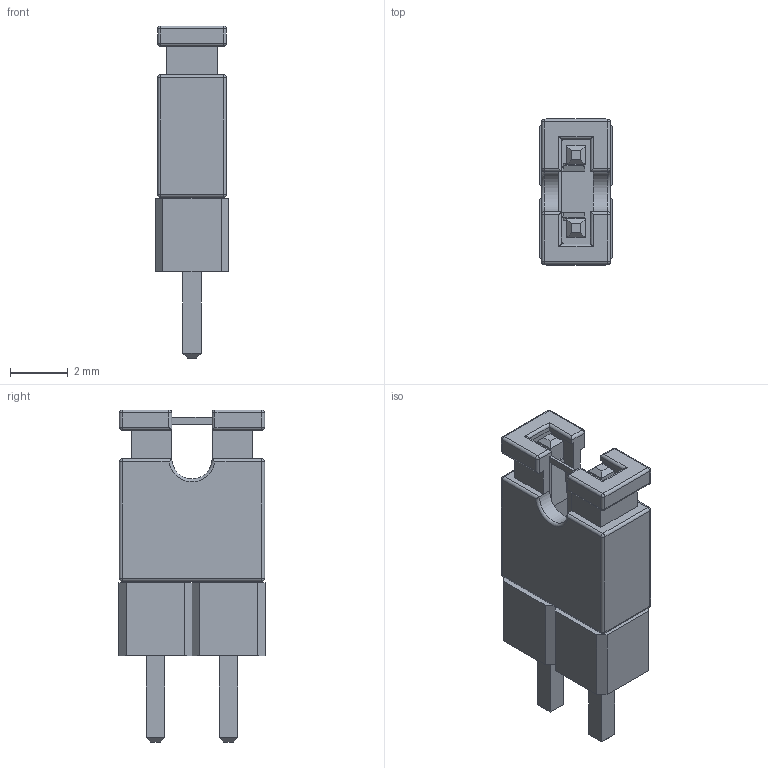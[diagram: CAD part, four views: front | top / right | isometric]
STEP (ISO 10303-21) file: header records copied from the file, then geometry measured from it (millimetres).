
FILE_DESCRIPTION(/* description */ ('model of PinHeader_1x02_P2.54mm_Vertical','CAx-IF Rec.Pracs.---Representation and Presentation of Product Manufacturing Information (PMI)---4.0---2014-10-13'),/* implementation_level */ '2;1');
FILE_NAME(/* name */ 'PinHeader_1x02_Jumper.step',/* time_stamp */ '2025-03-14T03:39:55+01:00',/* author */ (''),/* organization */ (''),/* preprocessor_version */ 'ST-DEVELOPER v20',/* originating_system */ 'Autodesk Translation Framework v13.20.0.188',/* authorisation */ '');
FILE_SCHEMA (('AP242_MANAGED_MODEL_BASED_3D_ENGINEERING_MIM_LF { 1 0 10303 442 1 1 4 }'));
Length unit declared in the file: millimetre
Products named in the file (3): PinHeader_1x02_P254mm_Vertical; Jumper Body; Metal Insert
Assembly tree (2 placements, depth 2):
  PinHeader_1x02_P254mm_Vertical
    Jumper Body
    Metal Insert
Bounding box: 2.54 x 5.08 x 11.55 mm (x, y, z)
Volume: 80.1 mm3; surface area: 338.9 mm2
Topology: 3 solids, 3 shells, 205 faces, 510 edges, 294 vertices
Faces by surface type: plane 121, cylinder 62, sphere 20, torus 2
Entity records: 6000 total; most frequent: CARTESIAN_POINT 1050, DIRECTION 1018, ORIENTED_EDGE 980, EDGE_CURVE 490, LINE 374, VECTOR 374, AXIS2_PLACEMENT_3D 322, VERTEX_POINT 294
